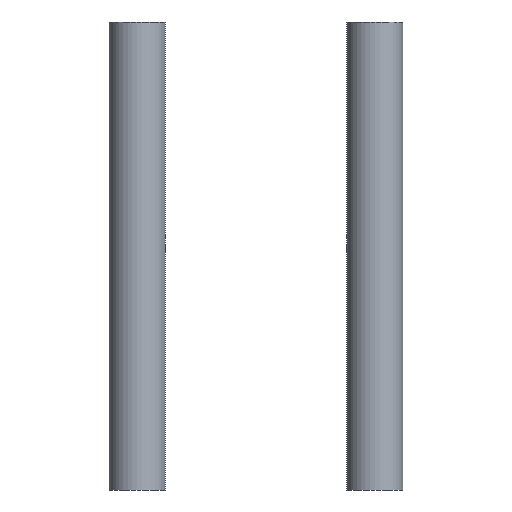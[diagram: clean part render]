
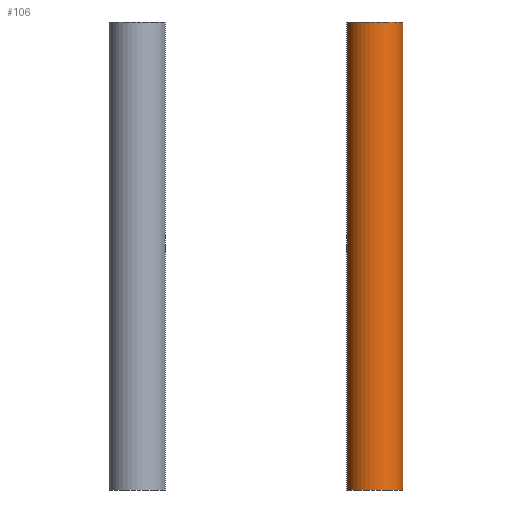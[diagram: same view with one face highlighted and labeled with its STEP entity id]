
A CAD part, front view. The second image highlights one B-rep face of the part: STEP entity #106.
In plain terms, the highlighted cylindrical face has radius 0.3 mm (diameter 0.6 mm), a partial arc.
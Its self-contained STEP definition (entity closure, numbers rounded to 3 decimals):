
#65=CARTESIAN_POINT('',(1.27,0.,-18.7));
#66=DIRECTION('',(0.0,0.0,1.0));
#67=DIRECTION('',(1.0,0.0,0.0));
#68=AXIS2_PLACEMENT_3D('',#65,#66,#67);
#69=CYLINDRICAL_SURFACE('',#68,0.3);
#70=CARTESIAN_POINT('',(1.57,0.,-13.7));
#71=VERTEX_POINT('',#70);
#72=CARTESIAN_POINT('',(1.57,0.,-18.7));
#73=VERTEX_POINT('',#72);
#74=CARTESIAN_POINT('',(1.57,0.,-13.7));
#75=DIRECTION('',(0.0,0.0,-1.0));
#76=VECTOR('',#75,5.0);
#77=LINE('',#74,#76);
#78=EDGE_CURVE('',#71,#73,#77,.T.);
#79=ORIENTED_EDGE('',*,*,#78,.F.);
#80=CARTESIAN_POINT('',(0.97,0.,-13.7));
#81=VERTEX_POINT('',#80);
#82=CARTESIAN_POINT('',(1.27,0.,-13.7));
#83=DIRECTION('',(0.0,0.0,1.0));
#84=DIRECTION('',(1.0,0.0,0.0));
#85=AXIS2_PLACEMENT_3D('',#82,#83,#84);
#86=CIRCLE('',#85,0.3);
#87=EDGE_CURVE('',#81,#71,#86,.T.);
#88=ORIENTED_EDGE('',*,*,#87,.F.);
#89=CARTESIAN_POINT('',(0.97,0.,-18.7));
#90=VERTEX_POINT('',#89);
#91=CARTESIAN_POINT('',(0.97,0.,-13.7));
#92=DIRECTION('',(0.0,0.0,-1.0));
#93=VECTOR('',#92,5.0);
#94=LINE('',#91,#93);
#95=EDGE_CURVE('',#81,#90,#94,.T.);
#96=ORIENTED_EDGE('',*,*,#95,.T.);
#97=CARTESIAN_POINT('',(1.27,0.,-18.7));
#98=DIRECTION('',(0.0,0.0,-1.0));
#99=DIRECTION('',(1.0,0.0,0.0));
#100=AXIS2_PLACEMENT_3D('',#97,#98,#99);
#101=CIRCLE('',#100,0.3);
#102=EDGE_CURVE('',#73,#90,#101,.T.);
#103=ORIENTED_EDGE('',*,*,#102,.F.);
#104=EDGE_LOOP('',(#79,#88,#96,#103));
#105=FACE_OUTER_BOUND('',#104,.T.);
#106=ADVANCED_FACE('',(#105),#69,.T.);
